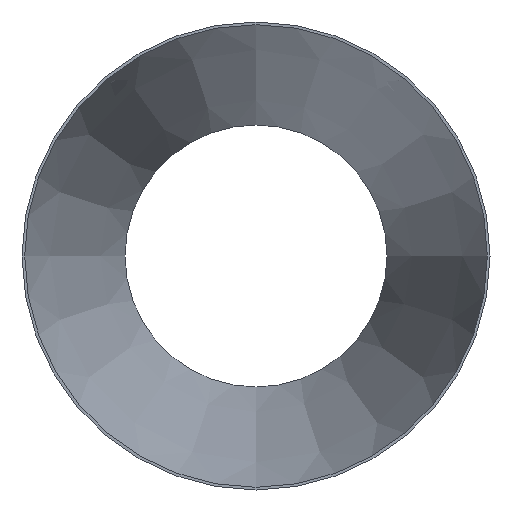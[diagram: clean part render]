
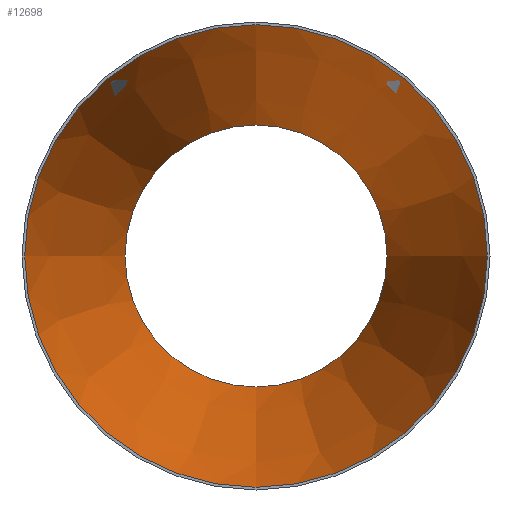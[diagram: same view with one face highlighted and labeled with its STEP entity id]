
A CAD part, front view. The second image highlights one B-rep face of the part: STEP entity #12698.
In plain terms, the highlighted conical face has half-angle 14.027 degrees and reference radius 351.477 mm.
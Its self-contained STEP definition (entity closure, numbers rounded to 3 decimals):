
#2313 = CARTESIAN_POINT ( 'NONE',  ( 0., 610., 0. ) ) ;
#2357 = CONICAL_SURFACE ( 'NONE', #20755, 351.477, 0.245 ) ;
#4281 = DIRECTION ( 'NONE',  ( 0., 0., -1. ) ) ;
#5656 = CARTESIAN_POINT ( 'NONE',  ( 0., 0., -351.477 ) ) ;
#8080 = EDGE_LOOP ( 'NONE', ( #36132 ) ) ;
#8216 = EDGE_CURVE ( 'NONE', #19319, #19319, #15251, .T. ) ;
#11149 = DIRECTION ( 'NONE',  ( 0., 0., -1. ) ) ;
#12698 = ADVANCED_FACE ( 'NONE', ( #29145, #14765 ), #2357, .F. ) ;
#14014 = CARTESIAN_POINT ( 'NONE',  ( 0., 0., 0. ) ) ;
#14035 = DIRECTION ( 'NONE',  ( 0., -1., 0. ) ) ;
#14409 = DIRECTION ( 'NONE',  ( 0., 0., -1. ) ) ;
#14765 = FACE_OUTER_BOUND ( 'NONE', #8080, .T. ) ;
#15251 = CIRCLE ( 'NONE', #25033, 199.077 ) ;
#17384 = VERTEX_POINT ( 'NONE', #5656 ) ;
#19177 = CIRCLE ( 'NONE', #37584, 351.477 ) ;
#19319 = VERTEX_POINT ( 'NONE', #21621 ) ;
#20357 = ORIENTED_EDGE ( 'NONE', *, *, #8216, .F. ) ;
#20755 = AXIS2_PLACEMENT_3D ( 'NONE', #14014, #26441, #11149 ) ;
#21621 = CARTESIAN_POINT ( 'NONE',  ( 0., 610., -199.077 ) ) ;
#23683 = DIRECTION ( 'NONE',  ( 0., -1., 0. ) ) ;
#25033 = AXIS2_PLACEMENT_3D ( 'NONE', #2313, #14035, #14409 ) ;
#26441 = DIRECTION ( 'NONE',  ( 0., -1., 0. ) ) ;
#27493 = CARTESIAN_POINT ( 'NONE',  ( 0., 0., 0. ) ) ;
#29145 = FACE_BOUND ( 'NONE', #35335, .T. ) ;
#31463 = EDGE_CURVE ( 'NONE', #17384, #17384, #19177, .T. ) ;
#35335 = EDGE_LOOP ( 'NONE', ( #20357 ) ) ;
#36132 = ORIENTED_EDGE ( 'NONE', *, *, #31463, .T. ) ;
#37584 = AXIS2_PLACEMENT_3D ( 'NONE', #27493, #23683, #4281 ) ;
